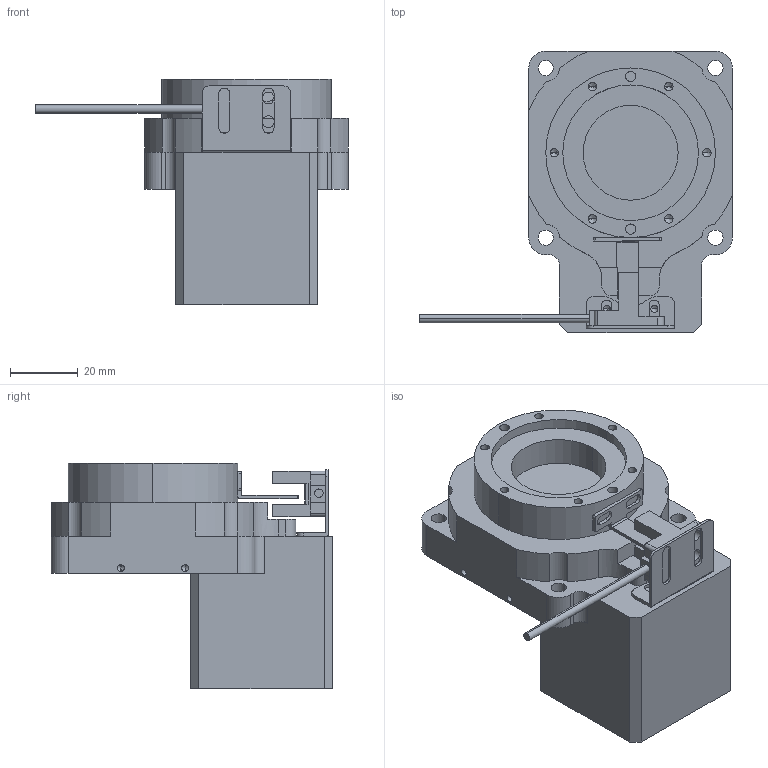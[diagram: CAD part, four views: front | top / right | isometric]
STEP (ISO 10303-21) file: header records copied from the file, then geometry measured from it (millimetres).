
FILE_DESCRIPTION (( 'STEP AP214' ), '1' );
FILE_NAME ('KTN60-5K-8-30-46-M4 .STEP', '2022-09-08T08:56:21', ( '' ), ( '' ), 'SwSTEP 2.0', 'SolidWorks 2020', '' );
FILE_SCHEMA (( 'AUTOMOTIVE_DESIGN' ));
Length unit declared in the file: millimetre
Products named in the file (5): 覜茼ん盓殤; 覜茼え2; KTN60-5K-8-30-46-M4 ; SX674; KTN60-5K-8-30-46-M4
Assembly tree (4 placements, depth 2):
  KTN60-5K-8-30-46-M4 
    KTN60-5K-8-30-46-M4
    覜茼ん盓殤
    SX674
    覜茼え2
Bounding box: 92.19 x 83 x 66.5 mm (x, y, z)
Volume: 141351.3 mm3; surface area: 30594.2 mm2
Topology: 4 solids, 6 shells, 277 faces, 727 edges, 454 vertices
Faces by surface type: cylinder 122, plane 119, cone 36
Entity records: 8876 total; most frequent: DIRECTION 1507, CARTESIAN_POINT 1429, ORIENTED_EDGE 1382, EDGE_CURVE 691, AXIS2_PLACEMENT_3D 532, VERTEX_POINT 454, VECTOR 443, LINE 443
